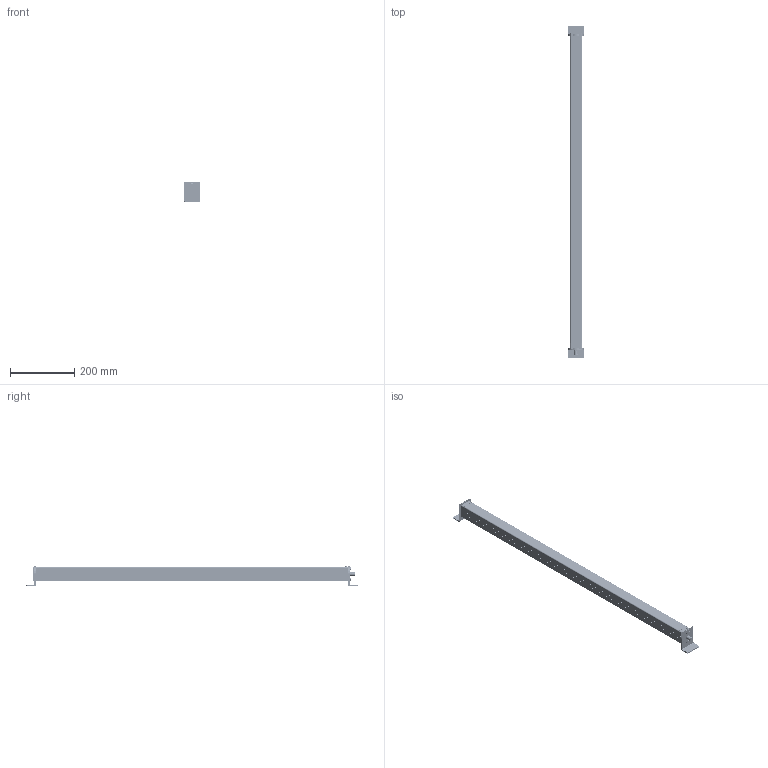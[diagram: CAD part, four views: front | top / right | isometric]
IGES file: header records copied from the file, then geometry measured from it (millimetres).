
Start section:  PTC IGES file: 139506.igs
Global section: file name: 139506.igs; native system: Creo Parametric by Parametric Technology Corporation; preprocessor: 2013230; author: pdmadmin; organization: Unknown; date: 20151202.095408; units: millimetre
Bounding box: 52 x 1029.96 x 64.26 mm (x, y, z)
Volume: 643478.6 mm3; surface area: 2073706.6 mm2
Topology: 31 solids, 39 shells, 6594 faces, 33910 edges, 42457 vertices
Faces by surface type: bspline 3908, revolution 2686
